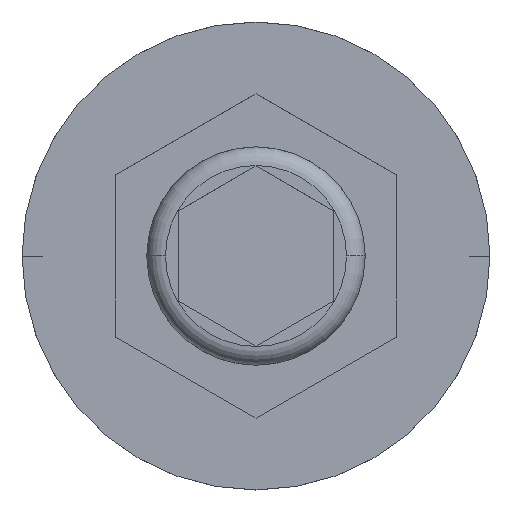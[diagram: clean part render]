
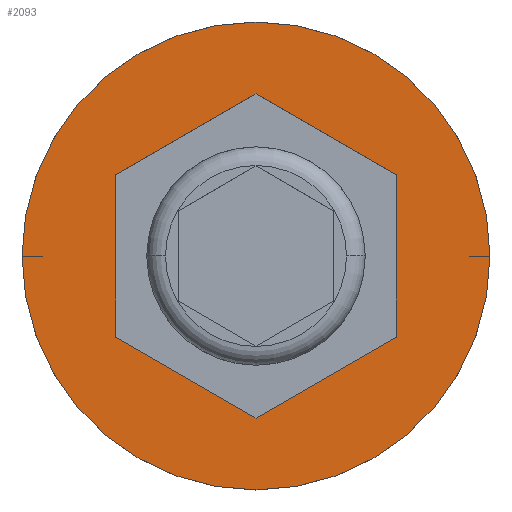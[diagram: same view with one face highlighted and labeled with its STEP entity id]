
A CAD part, top view. The second image highlights one B-rep face of the part: STEP entity #2093.
In plain terms, the highlighted planar face has unit normal (0, 0, 1).
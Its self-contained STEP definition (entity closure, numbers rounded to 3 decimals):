
#10 = FACE_OUTER_BOUND ( 'NONE', #644, .T. ) ;
#138 = VECTOR ( 'NONE', #1954, 1000. ) ;
#154 = CARTESIAN_POINT ( 'NONE',  ( -3.75, 0., 0. ) ) ;
#164 = VERTEX_POINT ( 'NONE', #1320 ) ;
#171 = FACE_BOUND ( 'NONE', #269, .T. ) ;
#181 = CIRCLE ( 'NONE', #1434, 3.75 ) ;
#247 = AXIS2_PLACEMENT_3D ( 'NONE', #647, #1158, #1663 ) ;
#250 = VECTOR ( 'NONE', #284, 1000. ) ;
#269 = EDGE_LOOP ( 'NONE', ( #1962, #1703, #1732, #1545, #1671, #697 ) ) ;
#284 = DIRECTION ( 'NONE',  ( 0., 1., 0. ) ) ;
#335 = ORIENTED_EDGE ( 'NONE', *, *, #594, .T. ) ;
#353 = VECTOR ( 'NONE', #1039, 1000. ) ;
#358 = LINE ( 'NONE', #1827, #250 ) ;
#503 = CARTESIAN_POINT ( 'NONE',  ( 0., 0., 0. ) ) ;
#590 = VECTOR ( 'NONE', #2047, 1000. ) ;
#594 = EDGE_CURVE ( 'NONE', #1544, #1486, #181, .T. ) ;
#598 = LINE ( 'NONE', #1484, #646 ) ;
#638 = CARTESIAN_POINT ( 'NONE',  ( 0., 2.598, 0. ) ) ;
#644 = EDGE_LOOP ( 'NONE', ( #802, #335 ) ) ;
#646 = VECTOR ( 'NONE', #1981, 1000. ) ;
#647 = CARTESIAN_POINT ( 'NONE',  ( 0., 0., 0. ) ) ;
#683 = EDGE_CURVE ( 'NONE', #1905, #2021, #1705, .T. ) ;
#697 = ORIENTED_EDGE ( 'NONE', *, *, #1175, .F. ) ;
#761 = VERTEX_POINT ( 'NONE', #1027 ) ;
#802 = ORIENTED_EDGE ( 'NONE', *, *, #2067, .T. ) ;
#809 = EDGE_CURVE ( 'NONE', #2049, #1905, #358, .T. ) ;
#829 = DIRECTION ( 'NONE',  ( 0.866, -0.5, 0. ) ) ;
#852 = PLANE ( 'NONE',  #1855 ) ;
#950 = CIRCLE ( 'NONE', #247, 3.75 ) ;
#972 = CARTESIAN_POINT ( 'NONE',  ( 0., 0., 0. ) ) ;
#1024 = DIRECTION ( 'NONE',  ( 0., 0., 1. ) ) ;
#1027 = CARTESIAN_POINT ( 'NONE',  ( -2.25, -1.299, 0. ) ) ;
#1033 = VERTEX_POINT ( 'NONE', #1559 ) ;
#1039 = DIRECTION ( 'NONE',  ( 0.866, 0.5, 0. ) ) ;
#1141 = LINE ( 'NONE', #1987, #1613 ) ;
#1158 = DIRECTION ( 'NONE',  ( 0., 0., 1. ) ) ;
#1175 = EDGE_CURVE ( 'NONE', #2021, #164, #598, .T. ) ;
#1209 = DIRECTION ( 'NONE',  ( 1., 0., 0. ) ) ;
#1302 = CARTESIAN_POINT ( 'NONE',  ( -2.25, 1.299, 0. ) ) ;
#1320 = CARTESIAN_POINT ( 'NONE',  ( -2.25, 1.299, 0. ) ) ;
#1375 = CARTESIAN_POINT ( 'NONE',  ( 2.25, 1.299, 0. ) ) ;
#1434 = AXIS2_PLACEMENT_3D ( 'NONE', #972, #1967, #1634 ) ;
#1484 = CARTESIAN_POINT ( 'NONE',  ( 0., 2.598, 0. ) ) ;
#1486 = VERTEX_POINT ( 'NONE', #2079 ) ;
#1515 = CARTESIAN_POINT ( 'NONE',  ( 0., -2.598, 0. ) ) ;
#1530 = EDGE_CURVE ( 'NONE', #164, #761, #1977, .T. ) ;
#1544 = VERTEX_POINT ( 'NONE', #154 ) ;
#1545 = ORIENTED_EDGE ( 'NONE', *, *, #1594, .F. ) ;
#1559 = CARTESIAN_POINT ( 'NONE',  ( 0., -2.598, 0. ) ) ;
#1594 = EDGE_CURVE ( 'NONE', #761, #1033, #1141, .T. ) ;
#1613 = VECTOR ( 'NONE', #829, 1000. ) ;
#1634 = DIRECTION ( 'NONE',  ( 1., 0., 0. ) ) ;
#1661 = EDGE_CURVE ( 'NONE', #1033, #2049, #1845, .T. ) ;
#1663 = DIRECTION ( 'NONE',  ( 1., 0., 0. ) ) ;
#1671 = ORIENTED_EDGE ( 'NONE', *, *, #1530, .F. ) ;
#1703 = ORIENTED_EDGE ( 'NONE', *, *, #809, .F. ) ;
#1705 = LINE ( 'NONE', #1375, #590 ) ;
#1732 = ORIENTED_EDGE ( 'NONE', *, *, #1661, .F. ) ;
#1814 = CARTESIAN_POINT ( 'NONE',  ( 2.25, -1.299, 0. ) ) ;
#1827 = CARTESIAN_POINT ( 'NONE',  ( 2.25, -1.299, 0. ) ) ;
#1845 = LINE ( 'NONE', #1515, #353 ) ;
#1855 = AXIS2_PLACEMENT_3D ( 'NONE', #503, #1024, #1209 ) ;
#1905 = VERTEX_POINT ( 'NONE', #2117 ) ;
#1954 = DIRECTION ( 'NONE',  ( 0., -1., 0. ) ) ;
#1962 = ORIENTED_EDGE ( 'NONE', *, *, #683, .F. ) ;
#1967 = DIRECTION ( 'NONE',  ( 0., 0., 1. ) ) ;
#1977 = LINE ( 'NONE', #1302, #138 ) ;
#1981 = DIRECTION ( 'NONE',  ( -0.866, -0.5, 0. ) ) ;
#1987 = CARTESIAN_POINT ( 'NONE',  ( -2.25, -1.299, 0. ) ) ;
#2021 = VERTEX_POINT ( 'NONE', #638 ) ;
#2047 = DIRECTION ( 'NONE',  ( -0.866, 0.5, 0. ) ) ;
#2049 = VERTEX_POINT ( 'NONE', #1814 ) ;
#2067 = EDGE_CURVE ( 'NONE', #1486, #1544, #950, .T. ) ;
#2079 = CARTESIAN_POINT ( 'NONE',  ( 3.75, 0., 0. ) ) ;
#2093 = ADVANCED_FACE ( 'NONE', ( #171, #10 ), #852, .T. ) ;
#2117 = CARTESIAN_POINT ( 'NONE',  ( 2.25, 1.299, 0. ) ) ;
